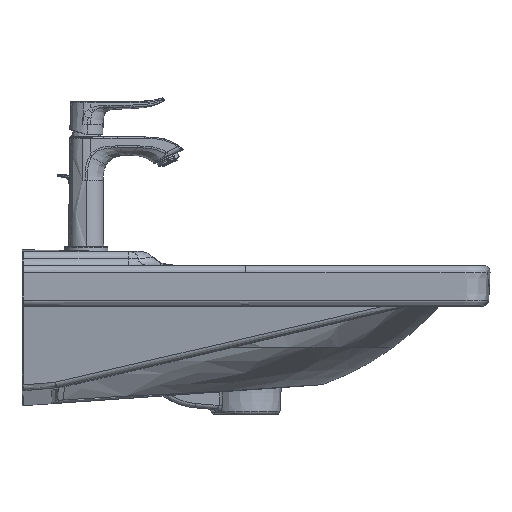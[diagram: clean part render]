
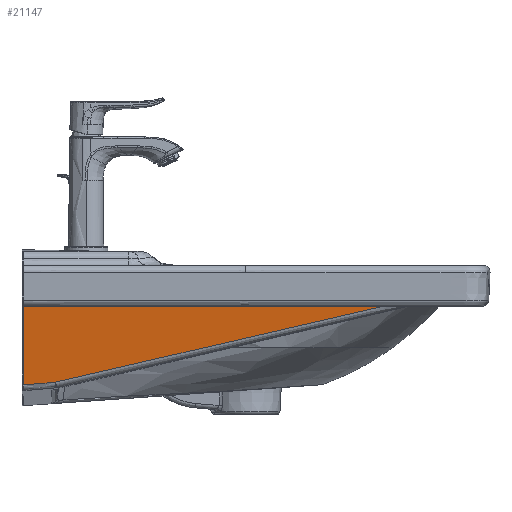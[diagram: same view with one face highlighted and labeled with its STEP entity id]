
A CAD part, front view. The second image highlights one B-rep face of the part: STEP entity #21147.
In plain terms, the highlighted planar face has unit normal (0.012, -0.99, -0.139).
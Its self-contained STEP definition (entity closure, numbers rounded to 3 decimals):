
#16984=CARTESIAN_POINT('',(1.5,-512.484,-58.037));
#16985=VERTEX_POINT('',#16984);
#17084=CARTESIAN_POINT('',(1.5,-500.806,-141.133));
#17085=VERTEX_POINT('',#17084);
#17092=CARTESIAN_POINT('',(1.5,-512.484,-58.037));
#17093=DIRECTION('',(0.,0.139,-0.99));
#17094=VECTOR('',#17093,83.913);
#17095=LINE('',#17092,#17094);
#17096=EDGE_CURVE('',#16985,#17085,#17095,.T.);
#21105=CARTESIAN_POINT('',(1.5,-514.564,-43.237));
#21106=DIRECTION('',(-0.012,0.99,0.139));
#21107=DIRECTION('',(0.0,-0.139,0.99));
#21108=AXIS2_PLACEMENT_3D('',#21105,#21106,#21107);
#21109=PLANE('',#21108);
#21110=CARTESIAN_POINT('',(381.204,-507.816,-58.037));
#21111=VERTEX_POINT('',#21110);
#21112=CARTESIAN_POINT('',(381.204,-507.816,-58.037));
#21113=DIRECTION('',(-1.,-0.012,0.));
#21114=VECTOR('',#21113,379.732);
#21115=LINE('',#21112,#21114);
#21116=EDGE_CURVE('',#21111,#16985,#21115,.T.);
#21117=ORIENTED_EDGE('',*,*,#21116,.T.);
#21118=ORIENTED_EDGE('',*,*,#17096,.T.);
#21119=CARTESIAN_POINT('',(35.147,-500.806,-138.19));
#21120=VERTEX_POINT('',#21119);
#21121=CARTESIAN_POINT('',(1.5,-500.806,-141.133));
#21122=DIRECTION('',(0.996,0.,0.087));
#21123=VECTOR('',#21122,33.776);
#21124=LINE('',#21121,#21123);
#21125=EDGE_CURVE('',#17085,#21120,#21124,.T.);
#21126=ORIENTED_EDGE('',*,*,#21125,.T.);
#21127=CARTESIAN_POINT('',(35.56,-500.81,-138.125));
#21128=VERTEX_POINT('',#21127);
#21129=CARTESIAN_POINT('',(34.893,-501.217,-135.284));
#21130=DIRECTION('',(0.012,-0.99,-0.139));
#21131=DIRECTION('',(0.226,0.138,-0.964));
#21132=AXIS2_PLACEMENT_3D('',#21129,#21130,#21131);
#21133=CIRCLE('',#21132,2.946);
#21134=EDGE_CURVE('',#21120,#21128,#21133,.T.);
#21135=ORIENTED_EDGE('',*,*,#21134,.T.);
#21136=CARTESIAN_POINT('',(35.56,-500.81,-138.125));
#21137=CARTESIAN_POINT('',(104.73,-502.214,-122.086));
#21138=CARTESIAN_POINT('',(173.881,-503.616,-106.058));
#21139=CARTESIAN_POINT('',(243.017,-505.017,-90.04));
#21140=CARTESIAN_POINT('',(312.121,-506.417,-74.034));
#21141=CARTESIAN_POINT('',(381.204,-507.816,-58.037));
#21142=B_SPLINE_CURVE_WITH_KNOTS('',5,(#21136,#21137,#21138,#21139,#21140,#21141),.UNSPECIFIED.,.F.,.U.,(6,6),(174.663,674.501),.UNSPECIFIED.);
#21143=EDGE_CURVE('',#21128,#21111,#21142,.T.);
#21144=ORIENTED_EDGE('',*,*,#21143,.T.);
#21145=EDGE_LOOP('',(#21117,#21118,#21126,#21135,#21144));
#21146=FACE_OUTER_BOUND('',#21145,.T.);
#21147=ADVANCED_FACE('',(#21146),#21109,.F.);
